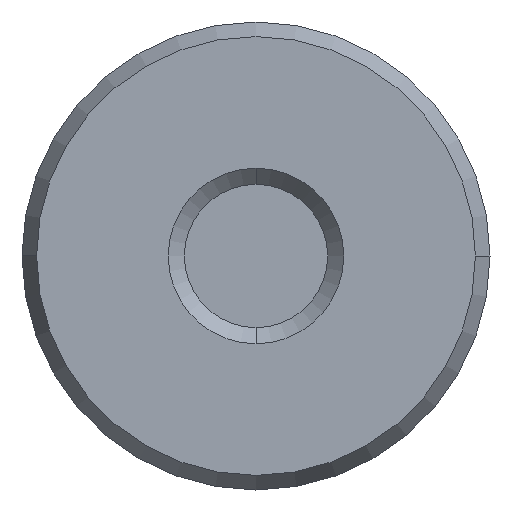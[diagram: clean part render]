
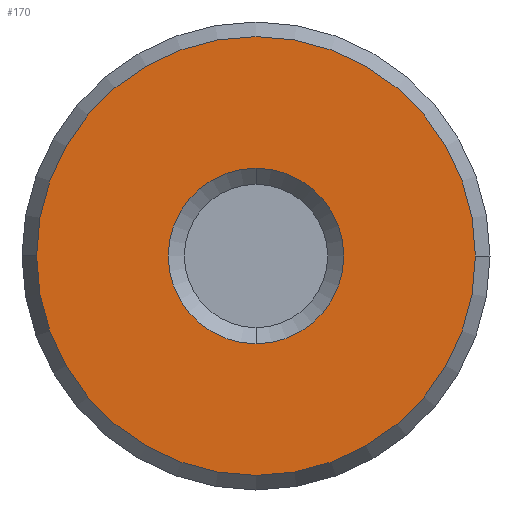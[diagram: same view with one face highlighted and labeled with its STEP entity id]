
A CAD part, front view. The second image highlights one B-rep face of the part: STEP entity #170.
In plain terms, the highlighted planar face has unit normal (0, -1, 0).
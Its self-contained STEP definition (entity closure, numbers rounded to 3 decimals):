
#170=ADVANCED_FACE('',(#393,#394),#395,.T.);
#393=FACE_BOUND('',#671,.T.);
#394=FACE_OUTER_BOUND('',#672,.T.);
#395=PLANE('',#673);
#671=EDGE_LOOP('',(#1059,#1060));
#672=EDGE_LOOP('',(#1061,#1062));
#673=AXIS2_PLACEMENT_3D('',#1063,#1064,#1065);
#1059=ORIENTED_EDGE('',*,*,#1600,.T.);
#1060=ORIENTED_EDGE('',*,*,#1574,.T.);
#1061=ORIENTED_EDGE('',*,*,#1546,.T.);
#1062=ORIENTED_EDGE('',*,*,#1618,.T.);
#1063=CARTESIAN_POINT('',(5.0,0.0,0.0));
#1064=DIRECTION('',(0.0,-1.0,-0.0));
#1065=DIRECTION('',(0.0,0.0,-1.0));
#1546=EDGE_CURVE('',#1799,#1803,#1805,.T.);
#1574=EDGE_CURVE('',#1849,#1846,#1850,.T.);
#1600=EDGE_CURVE('',#1846,#1849,#1885,.T.);
#1618=EDGE_CURVE('',#1803,#1799,#1903,.T.);
#1799=VERTEX_POINT('',#2141);
#1803=VERTEX_POINT('',#2146);
#1805=CIRCLE('',#2149,7.5);
#1846=VERTEX_POINT('',#2202);
#1849=VERTEX_POINT('',#2206);
#1850=CIRCLE('',#2207,3.0);
#1885=CIRCLE('',#2249,3.0);
#1903=CIRCLE('',#2267,7.5);
#2141=CARTESIAN_POINT('',(7.5,0.0,0.0));
#2146=CARTESIAN_POINT('',(-7.5,0.0,0.));
#2149=AXIS2_PLACEMENT_3D('',#2588,#2589,#2590);
#2202=CARTESIAN_POINT('',(0.0,0.0,3.0));
#2206=CARTESIAN_POINT('',(0.,0.0,-3.0));
#2207=AXIS2_PLACEMENT_3D('',#2625,#2626,#2627);
#2249=AXIS2_PLACEMENT_3D('',#2665,#2666,#2667);
#2267=AXIS2_PLACEMENT_3D('',#2692,#2693,#2694);
#2588=CARTESIAN_POINT('',(0.0,0.0,0.0));
#2589=DIRECTION('',(0.0,-1.0,0.0));
#2590=DIRECTION('',(1.0,0.0,0.0));
#2625=CARTESIAN_POINT('',(0.0,0.0,0.0));
#2626=DIRECTION('',(0.0,1.0,0.0));
#2627=DIRECTION('',(0.0,0.0,1.0));
#2665=CARTESIAN_POINT('',(0.0,0.0,0.0));
#2666=DIRECTION('',(0.0,1.0,0.0));
#2667=DIRECTION('',(0.0,0.0,1.0));
#2692=CARTESIAN_POINT('',(0.0,0.0,0.0));
#2693=DIRECTION('',(0.0,-1.0,0.0));
#2694=DIRECTION('',(1.0,0.0,0.0));
